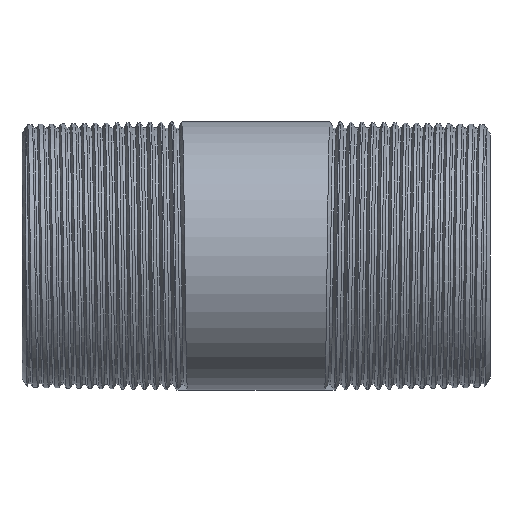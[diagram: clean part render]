
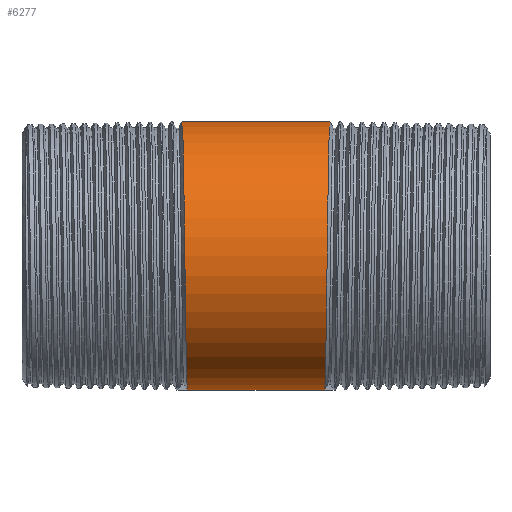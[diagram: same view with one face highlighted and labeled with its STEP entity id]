
A CAD part, front view. The second image highlights one B-rep face of the part: STEP entity #6277.
In plain terms, the highlighted cylindrical face has radius 8.6 mm (diameter 17.2 mm), a partial arc.
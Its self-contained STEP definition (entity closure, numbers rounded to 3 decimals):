
#300 = LINE ( 'NONE', #2802, #6358 ) ;
#740 = DIRECTION ( 'NONE',  ( -1., 0., 0. ) ) ;
#797 = CARTESIAN_POINT ( 'NONE',  ( -4.621, -7.448, 4.3 ) ) ;
#1009 = ORIENTED_EDGE ( 'NONE', *, *, #7244, .F. ) ;
#1519 = VERTEX_POINT ( 'NONE', #7031 ) ;
#1618 = DIRECTION ( 'NONE',  ( -1., 0., 0. ) ) ;
#1670 = CARTESIAN_POINT ( 'NONE',  ( 4.563, -9.93, 0. ) ) ;
#1676 = FACE_OUTER_BOUND ( 'NONE', #8594, .T. ) ;
#1876 = VERTEX_POINT ( 'NONE', #4638 ) ;
#1984 = CARTESIAN_POINT ( 'NONE',  ( 4.388, 0., -8.6 ) ) ;
#2802 = CARTESIAN_POINT ( 'NONE',  ( -149.494, 0., 8.6 ) ) ;
#3247 = CARTESIAN_POINT ( 'NONE',  ( -4.504, -7.448, -4.3 ) ) ;
#3280 = EDGE_CURVE ( 'NONE', #9240, #4967, #9739, .T. ) ;
#3476 = DIRECTION ( 'NONE',  ( -1., 0., 0. ) ) ;
#3978 = CARTESIAN_POINT ( 'NONE',  ( -4.738, 0., 8.6 ) ) ;
#3988 = EDGE_CURVE ( 'NONE', #1519, #1876, #300, .T. ) ;
#4068 = CARTESIAN_POINT ( 'NONE',  ( 4.504, -7.448, -4.3 ) ) ;
#4170 = CARTESIAN_POINT ( 'NONE',  ( 4.679, -4.965, 8.6 ) ) ;
#4638 = CARTESIAN_POINT ( 'NONE',  ( -4.738, 0., 8.6 ) ) ;
#4760 = CARTESIAN_POINT ( 'NONE',  ( -4.388, 0., -8.6 ) ) ;
#4843 = CARTESIAN_POINT ( 'NONE',  ( -149.494, 0., -8.6 ) ) ;
#4967 = VERTEX_POINT ( 'NONE', #8466 ) ;
#5058 = CARTESIAN_POINT ( 'NONE',  ( 4.738, 0., 8.6 ) ) ;
#5627 = ORIENTED_EDGE ( 'NONE', *, *, #3280, .F. ) ;
#5737 = CYLINDRICAL_SURFACE ( 'NONE', #9353, 8.6 ) ;
#6052 =( BOUNDED_CURVE ( )  B_SPLINE_CURVE ( 2, ( #4760, #7945, #3247, #7161, #797, #7217, #3978 ),
 .UNSPECIFIED., .F., .T. ) 
 B_SPLINE_CURVE_WITH_KNOTS ( ( 3, 2, 2, 3 ),
 ( 0., 0.01, 0.021, 0.031 ),
 .UNSPECIFIED. ) 
 CURVE ( )  GEOMETRIC_REPRESENTATION_ITEM ( )  RATIONAL_B_SPLINE_CURVE ( ( 1., 0.866, 1., 0.866, 1., 0.866, 1. ) ) 
 REPRESENTATION_ITEM ( '' )  );
#6277 = ADVANCED_FACE ( 'NONE', ( #1676 ), #5737, .T. ) ;
#6358 = VECTOR ( 'NONE', #3476, 1000. ) ;
#6921 = ORIENTED_EDGE ( 'NONE', *, *, #3988, .T. ) ;
#7028 = VECTOR ( 'NONE', #1618, 1000. ) ;
#7031 = CARTESIAN_POINT ( 'NONE',  ( 4.738, 0., 8.6 ) ) ;
#7161 = CARTESIAN_POINT ( 'NONE',  ( -4.563, -9.93, 0. ) ) ;
#7217 = CARTESIAN_POINT ( 'NONE',  ( -4.679, -4.965, 8.6 ) ) ;
#7244 = EDGE_CURVE ( 'NONE', #4967, #1876, #6052, .T. ) ;
#7945 = CARTESIAN_POINT ( 'NONE',  ( -4.446, -4.965, -8.6 ) ) ;
#8034 = CARTESIAN_POINT ( 'NONE',  ( 4.388, 0., -8.6 ) ) ;
#8185 = CARTESIAN_POINT ( 'NONE',  ( 4.621, -7.448, 4.3 ) ) ;
#8189 =( BOUNDED_CURVE ( )  B_SPLINE_CURVE ( 2, ( #8034, #9585, #4068, #1670, #8185, #4170, #5058 ),
 .UNSPECIFIED., .F., .F. ) 
 B_SPLINE_CURVE_WITH_KNOTS ( ( 3, 2, 2, 3 ),
 ( 0., 0.01, 0.021, 0.031 ),
 .UNSPECIFIED. ) 
 CURVE ( )  GEOMETRIC_REPRESENTATION_ITEM ( )  RATIONAL_B_SPLINE_CURVE ( ( 1., 0.866, 1., 0.866, 1., 0.866, 1. ) ) 
 REPRESENTATION_ITEM ( '' )  );
#8466 = CARTESIAN_POINT ( 'NONE',  ( -4.388, 0., -8.6 ) ) ;
#8594 = EDGE_LOOP ( 'NONE', ( #5627, #9785, #6921, #1009 ) ) ;
#8768 = CARTESIAN_POINT ( 'NONE',  ( -149.494, 0., 0. ) ) ;
#8871 = DIRECTION ( 'NONE',  ( 0., 0., 1. ) ) ;
#9240 = VERTEX_POINT ( 'NONE', #1984 ) ;
#9353 = AXIS2_PLACEMENT_3D ( 'NONE', #8768, #740, #8871 ) ;
#9585 = CARTESIAN_POINT ( 'NONE',  ( 4.446, -4.965, -8.6 ) ) ;
#9739 = LINE ( 'NONE', #4843, #7028 ) ;
#9785 = ORIENTED_EDGE ( 'NONE', *, *, #9895, .T. ) ;
#9895 = EDGE_CURVE ( 'NONE', #9240, #1519, #8189, .T. ) ;
